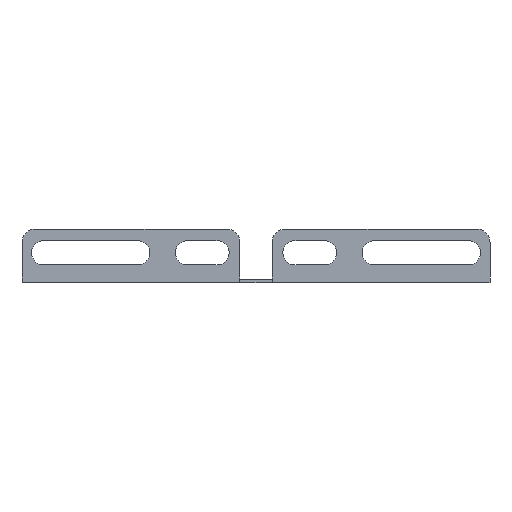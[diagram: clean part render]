
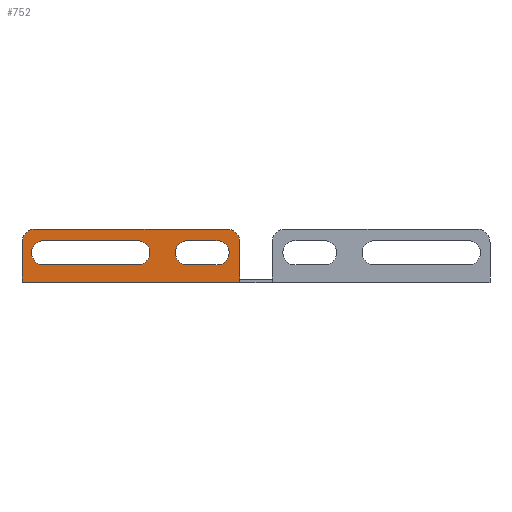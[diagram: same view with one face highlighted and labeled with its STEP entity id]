
A CAD part, front view. The second image highlights one B-rep face of the part: STEP entity #752.
In plain terms, the highlighted planar face has unit normal (0, -1, 0).
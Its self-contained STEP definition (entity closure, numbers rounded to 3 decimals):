
#35 = DIRECTION ( 'NONE',  ( -1., 0., 0. ) ) ;
#94 = EDGE_LOOP ( 'NONE', ( #488, #782, #604, #318 ) ) ;
#141 = CARTESIAN_POINT ( 'NONE',  ( -6., -44.1, -1.2 ) ) ;
#142 = LINE ( 'NONE', #2026, #763 ) ;
#175 = LINE ( 'NONE', #2769, #2639 ) ;
#189 = DIRECTION ( 'NONE',  ( 0., -1., 0. ) ) ;
#190 = DIRECTION ( 'NONE',  ( 0., -1., 0. ) ) ;
#198 = VERTEX_POINT ( 'NONE', #1538 ) ;
#253 = DIRECTION ( 'NONE',  ( 0., 0., -1. ) ) ;
#296 = CARTESIAN_POINT ( 'NONE',  ( -6., -44.1, 13.8 ) ) ;
#318 = ORIENTED_EDGE ( 'NONE', *, *, #2438, .F. ) ;
#321 = LINE ( 'NONE', #394, #477 ) ;
#365 = DIRECTION ( 'NONE',  ( 0., 0., 1. ) ) ;
#377 = EDGE_CURVE ( 'NONE', #2331, #903, #2069, .T. ) ;
#394 = CARTESIAN_POINT ( 'NONE',  ( -87., -44.1, 0. ) ) ;
#399 = EDGE_LOOP ( 'NONE', ( #2616, #437, #2112, #2348 ) ) ;
#411 = CARTESIAN_POINT ( 'NONE',  ( -25.5, -44.1, 14.5 ) ) ;
#414 = CARTESIAN_POINT ( 'NONE',  ( -82., -44.1, 18.8 ) ) ;
#437 = ORIENTED_EDGE ( 'NONE', *, *, #828, .F. ) ;
#476 = CARTESIAN_POINT ( 'NONE',  ( -79., -44.1, 10. ) ) ;
#477 = VECTOR ( 'NONE', #1838, 1000. ) ;
#488 = ORIENTED_EDGE ( 'NONE', *, *, #2037, .F. ) ;
#531 = DIRECTION ( 'NONE',  ( 1., 0., 0. ) ) ;
#604 = ORIENTED_EDGE ( 'NONE', *, *, #2502, .F. ) ;
#607 = DIRECTION ( 'NONE',  ( 0., 0., -1. ) ) ;
#611 = VECTOR ( 'NONE', #3048, 1000. ) ;
#659 = CIRCLE ( 'NONE', #2489, 4.5 ) ;
#740 = FACE_BOUND ( 'NONE', #399, .T. ) ;
#752 = ADVANCED_FACE ( 'NONE', ( #2003, #740, #1128 ), #1144, .T. ) ;
#758 = DIRECTION ( 'NONE',  ( 0., -1., 0. ) ) ;
#763 = VECTOR ( 'NONE', #607, 1000. ) ;
#781 = CARTESIAN_POINT ( 'NONE',  ( 0., -44.1, -1.2 ) ) ;
#782 = ORIENTED_EDGE ( 'NONE', *, *, #1115, .F. ) ;
#824 = VERTEX_POINT ( 'NONE', #1192 ) ;
#827 = VERTEX_POINT ( 'NONE', #1762 ) ;
#828 = EDGE_CURVE ( 'NONE', #827, #824, #659, .T. ) ;
#836 = VECTOR ( 'NONE', #1311, 1000. ) ;
#854 = DIRECTION ( 'NONE',  ( -1., 0., 0. ) ) ;
#860 = ORIENTED_EDGE ( 'NONE', *, *, #2911, .T. ) ;
#902 = EDGE_CURVE ( 'NONE', #2700, #198, #321, .T. ) ;
#903 = VERTEX_POINT ( 'NONE', #141 ) ;
#909 = DIRECTION ( 'NONE',  ( 0., -1., 0. ) ) ;
#910 = LINE ( 'NONE', #1823, #1699 ) ;
#911 = CARTESIAN_POINT ( 'NONE',  ( -11., -44.1, 18.8 ) ) ;
#989 = LINE ( 'NONE', #2626, #1661 ) ;
#1003 = DIRECTION ( 'NONE',  ( 0., 0., -1. ) ) ;
#1115 = EDGE_CURVE ( 'NONE', #2448, #1366, #2258, .T. ) ;
#1128 = FACE_BOUND ( 'NONE', #94, .T. ) ;
#1131 = CARTESIAN_POINT ( 'NONE',  ( 0., -44.1, 0. ) ) ;
#1136 = CARTESIAN_POINT ( 'NONE',  ( -6., -44.1, 0. ) ) ;
#1144 = PLANE ( 'NONE',  #2080 ) ;
#1150 = DIRECTION ( 'NONE',  ( 0., -1., 0. ) ) ;
#1160 = CARTESIAN_POINT ( 'NONE',  ( -14.5, -44.1, 5.5 ) ) ;
#1171 = ORIENTED_EDGE ( 'NONE', *, *, #902, .T. ) ;
#1192 = CARTESIAN_POINT ( 'NONE',  ( -44., -44.1, 14.5 ) ) ;
#1205 = AXIS2_PLACEMENT_3D ( 'NONE', #1231, #2216, #1251 ) ;
#1206 = LINE ( 'NONE', #2730, #836 ) ;
#1231 = CARTESIAN_POINT ( 'NONE',  ( -14.5, -44.1, 10. ) ) ;
#1251 = DIRECTION ( 'NONE',  ( 0., 0., 1. ) ) ;
#1275 = EDGE_CURVE ( 'NONE', #1974, #827, #989, .T. ) ;
#1279 = VECTOR ( 'NONE', #35, 1000. ) ;
#1311 = DIRECTION ( 'NONE',  ( -1., 0., 0. ) ) ;
#1327 = VERTEX_POINT ( 'NONE', #2287 ) ;
#1335 = CARTESIAN_POINT ( 'NONE',  ( -87., -44.1, -1.2 ) ) ;
#1366 = VERTEX_POINT ( 'NONE', #2442 ) ;
#1424 = DIRECTION ( 'NONE',  ( 0., 0., 1. ) ) ;
#1466 = CARTESIAN_POINT ( 'NONE',  ( -14.5, -44.1, 14.5 ) ) ;
#1513 = CARTESIAN_POINT ( 'NONE',  ( -79., -44.1, 5.5 ) ) ;
#1524 = ORIENTED_EDGE ( 'NONE', *, *, #377, .T. ) ;
#1538 = CARTESIAN_POINT ( 'NONE',  ( -87., -44.1, 1. ) ) ;
#1551 = DIRECTION ( 'NONE',  ( 0., -1., 0. ) ) ;
#1602 = ORIENTED_EDGE ( 'NONE', *, *, #1623, .T. ) ;
#1623 = EDGE_CURVE ( 'NONE', #1851, #2937, #910, .T. ) ;
#1626 = CARTESIAN_POINT ( 'NONE',  ( -14.5, -44.1, 5.5 ) ) ;
#1654 = LINE ( 'NONE', #1160, #2093 ) ;
#1661 = VECTOR ( 'NONE', #2266, 1000. ) ;
#1671 = CARTESIAN_POINT ( 'NONE',  ( -25.5, -44.1, 10. ) ) ;
#1672 = VERTEX_POINT ( 'NONE', #411 ) ;
#1699 = VECTOR ( 'NONE', #854, 1000. ) ;
#1709 = EDGE_CURVE ( 'NONE', #824, #2919, #1206, .T. ) ;
#1711 = VECTOR ( 'NONE', #1724, 1000. ) ;
#1724 = DIRECTION ( 'NONE',  ( 1., 0., 0. ) ) ;
#1762 = CARTESIAN_POINT ( 'NONE',  ( -44., -44.1, 5.5 ) ) ;
#1774 = CARTESIAN_POINT ( 'NONE',  ( -87., -44.1, 13.8 ) ) ;
#1796 = CARTESIAN_POINT ( 'NONE',  ( -44., -44.1, 10. ) ) ;
#1812 = ORIENTED_EDGE ( 'NONE', *, *, #1846, .T. ) ;
#1823 = CARTESIAN_POINT ( 'NONE',  ( 0., -44.1, 18.8 ) ) ;
#1837 = LINE ( 'NONE', #1136, #611 ) ;
#1838 = DIRECTION ( 'NONE',  ( 0., 0., -1. ) ) ;
#1846 = EDGE_CURVE ( 'NONE', #2937, #2700, #2393, .T. ) ;
#1851 = VERTEX_POINT ( 'NONE', #911 ) ;
#1892 = DIRECTION ( 'NONE',  ( 0., 0., 1. ) ) ;
#1938 = ORIENTED_EDGE ( 'NONE', *, *, #2558, .T. ) ;
#1974 = VERTEX_POINT ( 'NONE', #1513 ) ;
#1992 = AXIS2_PLACEMENT_3D ( 'NONE', #476, #1150, #1424 ) ;
#2003 = FACE_OUTER_BOUND ( 'NONE', #2409, .T. ) ;
#2026 = CARTESIAN_POINT ( 'NONE',  ( -6., -44.1, 0. ) ) ;
#2037 = EDGE_CURVE ( 'NONE', #1366, #1672, #2467, .T. ) ;
#2045 = AXIS2_PLACEMENT_3D ( 'NONE', #2392, #758, #1003 ) ;
#2054 = DIRECTION ( 'NONE',  ( 0., 0., -1. ) ) ;
#2067 = VERTEX_POINT ( 'NONE', #296 ) ;
#2069 = LINE ( 'NONE', #781, #1711 ) ;
#2080 = AXIS2_PLACEMENT_3D ( 'NONE', #1131, #190, #2799 ) ;
#2093 = VECTOR ( 'NONE', #531, 1000. ) ;
#2112 = ORIENTED_EDGE ( 'NONE', *, *, #1275, .F. ) ;
#2216 = DIRECTION ( 'NONE',  ( 0., -1., 0. ) ) ;
#2222 = EDGE_CURVE ( 'NONE', #2914, #903, #142, .T. ) ;
#2258 = CIRCLE ( 'NONE', #1205, 4.5 ) ;
#2260 = CARTESIAN_POINT ( 'NONE',  ( -6., -44.1, 1. ) ) ;
#2266 = DIRECTION ( 'NONE',  ( 1., 0., 0. ) ) ;
#2287 = CARTESIAN_POINT ( 'NONE',  ( -25.5, -44.1, 5.5 ) ) ;
#2331 = VERTEX_POINT ( 'NONE', #1335 ) ;
#2348 = ORIENTED_EDGE ( 'NONE', *, *, #2434, .F. ) ;
#2375 = ORIENTED_EDGE ( 'NONE', *, *, #3017, .T. ) ;
#2392 = CARTESIAN_POINT ( 'NONE',  ( -11., -44.1, 13.8 ) ) ;
#2393 = CIRCLE ( 'NONE', #2590, 5. ) ;
#2409 = EDGE_LOOP ( 'NONE', ( #860, #1938, #1602, #1812, #1171, #2375, #1524, #2619 ) ) ;
#2429 = CIRCLE ( 'NONE', #2898, 4.5 ) ;
#2434 = EDGE_CURVE ( 'NONE', #2919, #1974, #2491, .T. ) ;
#2438 = EDGE_CURVE ( 'NONE', #1672, #1327, #2429, .T. ) ;
#2442 = CARTESIAN_POINT ( 'NONE',  ( -14.5, -44.1, 14.5 ) ) ;
#2448 = VERTEX_POINT ( 'NONE', #1626 ) ;
#2467 = LINE ( 'NONE', #1466, #1279 ) ;
#2489 = AXIS2_PLACEMENT_3D ( 'NONE', #1796, #1551, #365 ) ;
#2491 = CIRCLE ( 'NONE', #1992, 4.5 ) ;
#2502 = EDGE_CURVE ( 'NONE', #1327, #2448, #1654, .T. ) ;
#2558 = EDGE_CURVE ( 'NONE', #2067, #1851, #2943, .T. ) ;
#2590 = AXIS2_PLACEMENT_3D ( 'NONE', #2798, #189, #253 ) ;
#2616 = ORIENTED_EDGE ( 'NONE', *, *, #1709, .F. ) ;
#2619 = ORIENTED_EDGE ( 'NONE', *, *, #2222, .F. ) ;
#2626 = CARTESIAN_POINT ( 'NONE',  ( -44., -44.1, 5.5 ) ) ;
#2639 = VECTOR ( 'NONE', #2054, 1000. ) ;
#2700 = VERTEX_POINT ( 'NONE', #1774 ) ;
#2730 = CARTESIAN_POINT ( 'NONE',  ( -44., -44.1, 14.5 ) ) ;
#2769 = CARTESIAN_POINT ( 'NONE',  ( -87., -44.1, 1. ) ) ;
#2791 = CARTESIAN_POINT ( 'NONE',  ( -79., -44.1, 14.5 ) ) ;
#2798 = CARTESIAN_POINT ( 'NONE',  ( -82., -44.1, 13.8 ) ) ;
#2799 = DIRECTION ( 'NONE',  ( 0., 0., -1. ) ) ;
#2898 = AXIS2_PLACEMENT_3D ( 'NONE', #1671, #909, #1892 ) ;
#2911 = EDGE_CURVE ( 'NONE', #2914, #2067, #1837, .T. ) ;
#2914 = VERTEX_POINT ( 'NONE', #2260 ) ;
#2919 = VERTEX_POINT ( 'NONE', #2791 ) ;
#2937 = VERTEX_POINT ( 'NONE', #414 ) ;
#2943 = CIRCLE ( 'NONE', #2045, 5. ) ;
#3017 = EDGE_CURVE ( 'NONE', #198, #2331, #175, .T. ) ;
#3048 = DIRECTION ( 'NONE',  ( 0., 0., 1. ) ) ;
